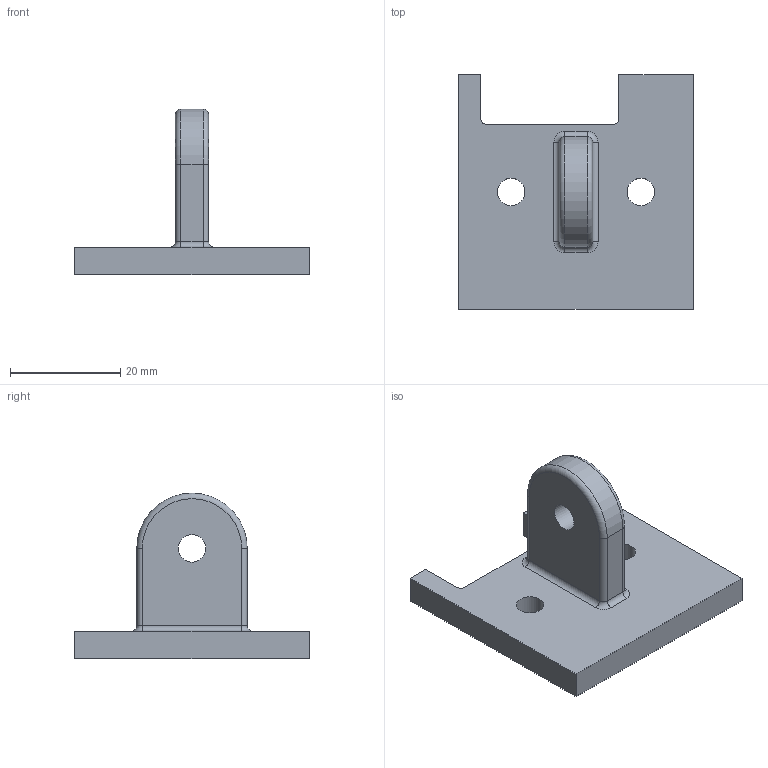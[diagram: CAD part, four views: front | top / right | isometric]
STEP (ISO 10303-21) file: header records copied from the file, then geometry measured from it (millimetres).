
FILE_DESCRIPTION(/* description */ (''),/* implementation_level */ '2;1');
FILE_NAME(/* name */ 'Tilting camera mount A_.step',/* time_stamp */ '2023-06-15T11:53:10+02:00',/* author */ (''),/* organization */ (''),/* preprocessor_version */ 'ST-DEVELOPER v19.2',/* originating_system */ 'Autodesk Translation Framework v12.6.0.85',/* authorisation */ '');
FILE_SCHEMA (('AUTOMOTIVE_DESIGN { 1 0 10303 214 3 1 1 }'));
Length unit declared in the file: millimetre
Products named in the file (1): Tilting camera mount A
Bounding box: 42.5 x 42.5 x 30 mm (x, y, z)
Volume: 10321.7 mm3; surface area: 5321.8 mm2
Topology: 1 solids, 1 shells, 34 faces, 81 edges, 50 vertices
Faces by surface type: plane 14, cylinder 14, torus 6
Full cylindrical faces by diameter (mm): 5 x3
Entity records: 1028 total; most frequent: DIRECTION 185, CARTESIAN_POINT 166, ORIENTED_EDGE 162, EDGE_CURVE 81, AXIS2_PLACEMENT_3D 69, VERTEX_POINT 50, LINE 47, VECTOR 47
